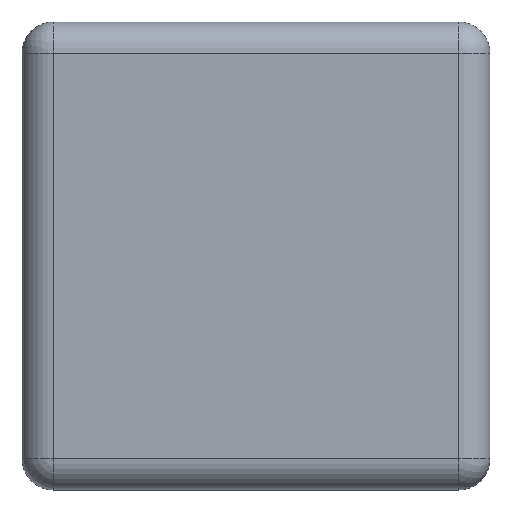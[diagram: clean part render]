
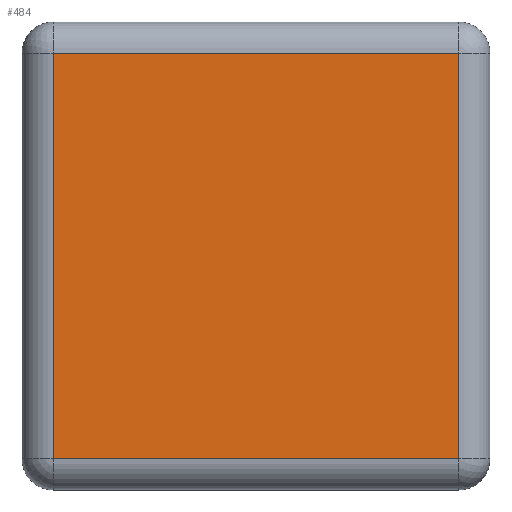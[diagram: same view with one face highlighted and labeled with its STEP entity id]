
A CAD part, top view. The second image highlights one B-rep face of the part: STEP entity #484.
In plain terms, the highlighted planar face has unit normal (0, 0, 1).
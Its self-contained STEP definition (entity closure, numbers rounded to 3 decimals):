
#45=LINE('',#817,#81);
#49=LINE('',#830,#85);
#51=LINE('',#833,#87);
#53=LINE('',#836,#89);
#81=VECTOR('',#669,26.);
#85=VECTOR('',#685,26.);
#87=VECTOR('',#689,26.);
#89=VECTOR('',#693,26.);
#102=PLANE('',#546);
#140=FACE_OUTER_BOUND('',#178,.T.);
#178=EDGE_LOOP('',(#429,#430,#431,#432));
#238=VERTEX_POINT('',#788);
#241=VERTEX_POINT('',#798);
#244=VERTEX_POINT('',#808);
#247=VERTEX_POINT('',#821);
#300=EDGE_CURVE('',#238,#244,#45,.T.);
#307=EDGE_CURVE('',#244,#247,#49,.T.);
#309=EDGE_CURVE('',#247,#241,#51,.T.);
#311=EDGE_CURVE('',#241,#238,#53,.T.);
#429=ORIENTED_EDGE('',*,*,#300,.F.);
#430=ORIENTED_EDGE('',*,*,#311,.F.);
#431=ORIENTED_EDGE('',*,*,#309,.F.);
#432=ORIENTED_EDGE('',*,*,#307,.F.);
#484=ADVANCED_FACE('',(#140),#102,.T.);
#546=AXIS2_PLACEMENT_3D('',#841,#701,#702);
#669=DIRECTION('',(0.,-1.,0.));
#685=DIRECTION('',(-1.,0.,0.));
#689=DIRECTION('',(0.,1.,0.));
#693=DIRECTION('',(1.,0.,0.));
#701=DIRECTION('center_axis',(0.,0.,1.));
#702=DIRECTION('ref_axis',(1.,0.,0.));
#788=CARTESIAN_POINT('',(13.,13.,3.));
#798=CARTESIAN_POINT('',(-13.,13.,3.));
#808=CARTESIAN_POINT('',(13.,-13.,3.));
#817=CARTESIAN_POINT('',(13.,-7.5,3.));
#821=CARTESIAN_POINT('',(-13.,-13.,3.));
#830=CARTESIAN_POINT('',(-7.5,-13.,3.));
#833=CARTESIAN_POINT('',(-13.,7.5,3.));
#836=CARTESIAN_POINT('',(7.5,13.,3.));
#841=CARTESIAN_POINT('Origin',(0.,0.,
3.));
